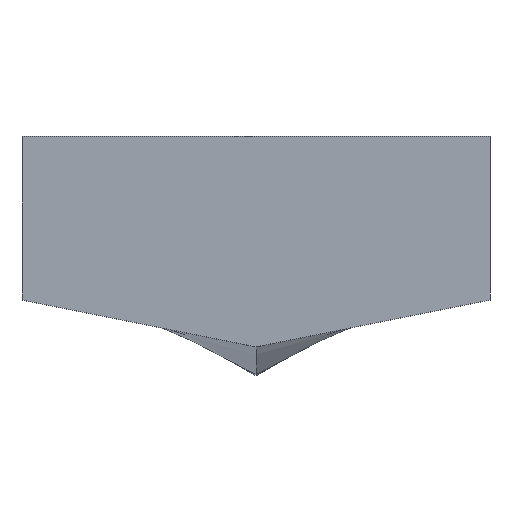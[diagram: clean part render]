
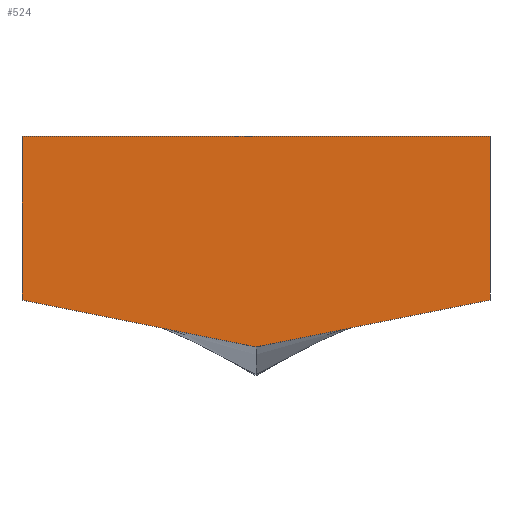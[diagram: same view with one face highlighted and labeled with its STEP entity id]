
A CAD part, top view. The second image highlights one B-rep face of the part: STEP entity #524.
In plain terms, the highlighted planar face has unit normal (0, 0, 1).
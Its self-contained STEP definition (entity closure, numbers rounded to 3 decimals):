
#84=FACE_OUTER_BOUND('',#118,.T.);
#118=EDGE_LOOP('',(#436,#437,#438,#439,#440,#441,#442));
#152=LINE('',#1492,#199);
#158=LINE('',#1592,#205);
#159=LINE('',#1594,#206);
#160=LINE('',#1597,#207);
#161=LINE('',#1599,#208);
#162=LINE('',#1601,#209);
#163=LINE('',#1602,#210);
#199=VECTOR('',#625,10.);
#205=VECTOR('',#633,10.);
#206=VECTOR('',#636,10.);
#207=VECTOR('',#639,10.);
#208=VECTOR('',#640,10.);
#209=VECTOR('',#641,10.);
#210=VECTOR('',#642,10.);
#247=VERTEX_POINT('',#1483);
#249=VERTEX_POINT('',#1491);
#255=VERTEX_POINT('',#1583);
#256=VERTEX_POINT('',#1590);
#257=VERTEX_POINT('',#1596);
#258=VERTEX_POINT('',#1598);
#259=VERTEX_POINT('',#1600);
#307=EDGE_CURVE('',#247,#249,#152,.T.);
#318=EDGE_CURVE('',#255,#256,#158,.T.);
#319=EDGE_CURVE('',#249,#256,#159,.T.);
#320=EDGE_CURVE('',#247,#257,#160,.T.);
#321=EDGE_CURVE('',#257,#258,#161,.T.);
#322=EDGE_CURVE('',#258,#259,#162,.T.);
#323=EDGE_CURVE('',#259,#255,#163,.T.);
#436=ORIENTED_EDGE('',*,*,#320,.T.);
#437=ORIENTED_EDGE('',*,*,#321,.T.);
#438=ORIENTED_EDGE('',*,*,#322,.T.);
#439=ORIENTED_EDGE('',*,*,#323,.T.);
#440=ORIENTED_EDGE('',*,*,#318,.T.);
#441=ORIENTED_EDGE('',*,*,#319,.F.);
#442=ORIENTED_EDGE('',*,*,#307,.F.);
#495=PLANE('',#566);
#524=ADVANCED_FACE('',(#84),#495,.T.);
#566=AXIS2_PLACEMENT_3D('',#1595,#637,#638);
#625=DIRECTION('',(0.,1.,0.));
#633=DIRECTION('',(0.,1.,0.));
#636=DIRECTION('',(1.,0.,0.));
#637=DIRECTION('center_axis',(0.,0.,1.));
#638=DIRECTION('ref_axis',(1.,0.,0.));
#639=DIRECTION('',(0.,-1.,0.));
#640=DIRECTION('',(0.981,-0.196,0.));
#641=DIRECTION('',(0.981,0.196,0.));
#642=DIRECTION('',(0.,1.,0.));
#1483=CARTESIAN_POINT('',(-100.,0.,0.));
#1491=CARTESIAN_POINT('',(-100.,35.,0.));
#1492=CARTESIAN_POINT('',(-100.,0.,0.));
#1583=CARTESIAN_POINT('',(100.,0.,0.));
#1590=CARTESIAN_POINT('',(100.,35.,0.));
#1592=CARTESIAN_POINT('',(100.,0.,0.));
#1594=CARTESIAN_POINT('',(0.,35.,0.));
#1595=CARTESIAN_POINT('Origin',(0.,-21.95,
0.));
#1596=CARTESIAN_POINT('',(-100.,-35.,0.));
#1597=CARTESIAN_POINT('',(-100.,35.,0.));
#1598=CARTESIAN_POINT('',(0.,-55.,0.));
#1599=CARTESIAN_POINT('',(0.,-55.,0.));
#1600=CARTESIAN_POINT('',(100.,-35.,0.));
#1601=CARTESIAN_POINT('',(0.,-55.,0.));
#1602=CARTESIAN_POINT('',(100.,35.,0.));
